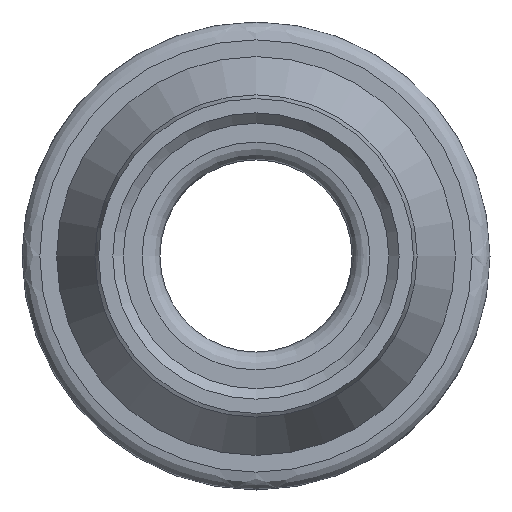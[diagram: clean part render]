
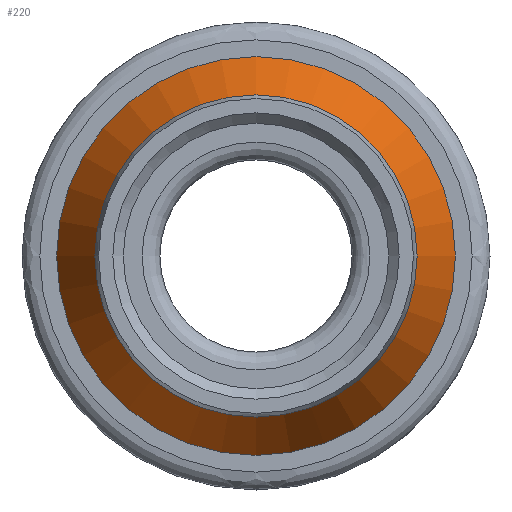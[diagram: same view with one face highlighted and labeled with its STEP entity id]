
A CAD part, front view. The second image highlights one B-rep face of the part: STEP entity #220.
In plain terms, the highlighted free-form (B-spline) face has degree [2, 1] with [9, 2] control points.
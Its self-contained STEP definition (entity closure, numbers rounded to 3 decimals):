
#136=CARTESIAN_POINT('',(15.353,51.231,0.0));
#137=VERTEX_POINT('',#136);
#145=CARTESIAN_POINT('',(-15.353,51.231,0.0));
#146=VERTEX_POINT('',#145);
#147=CARTESIAN_POINT('',(0.,51.231,0.0));
#148=DIRECTION('',(0.0,1.0,0.0));
#149=DIRECTION('',(1.0,0.0,0.0));
#150=AXIS2_PLACEMENT_3D('',#147,#148,#149);
#151=CIRCLE('',#150,15.353);
#152=EDGE_CURVE('',#146,#137,#151,.T.);
#154=CARTESIAN_POINT('',(0.,51.231,0.0));
#155=DIRECTION('',(0.0,1.0,0.0));
#156=DIRECTION('',(1.0,0.0,0.0));
#157=AXIS2_PLACEMENT_3D('',#154,#155,#156);
#158=CIRCLE('',#157,15.353);
#159=EDGE_CURVE('',#137,#146,#158,.T.);
#165=CARTESIAN_POINT('',(15.353,51.231,0.0));
#166=CARTESIAN_POINT('',(15.353,51.231,-15.353));
#167=CARTESIAN_POINT('',(0.,51.231,-15.353));
#168=CARTESIAN_POINT('',(-15.353,51.231,-15.353));
#169=CARTESIAN_POINT('',(-15.353,51.231,0.0));
#170=CARTESIAN_POINT('',(-15.353,51.231,15.353));
#171=CARTESIAN_POINT('',(0.,51.231,15.353));
#172=CARTESIAN_POINT('',(15.353,51.231,15.353));
#173=CARTESIAN_POINT('',(15.353,51.231,0.0));
#174=CARTESIAN_POINT('',(19.0,58.069,0.0));
#175=CARTESIAN_POINT('',(19.0,58.069,-19.));
#176=CARTESIAN_POINT('',(0.,58.069,-19.));
#177=CARTESIAN_POINT('',(-19.,58.069,-19.));
#178=CARTESIAN_POINT('',(-19.,58.069,0.0));
#179=CARTESIAN_POINT('',(-19.,58.069,19.));
#180=CARTESIAN_POINT('',(0.,58.069,19.));
#181=CARTESIAN_POINT('',(19.0,58.069,19.));
#182=CARTESIAN_POINT('',(19.0,58.069,0.0));
#190=(BOUNDED_SURFACE()B_SPLINE_SURFACE(2,1,((#165,#174),(#166,#175),(#167,#176),(#168,#177),(#169,#178),(#170,#179),(#171,#180),(#172,#181),(#173,#182)),.UNSPECIFIED.,.T.,.F.,.U.)B_SPLINE_SURFACE_WITH_KNOTS((3,2,2,2,3),(2,2),(0.0,0.25,0.5,0.75,1.0),(-7.75,0.0),.UNSPECIFIED.)GEOMETRIC_REPRESENTATION_ITEM()RATIONAL_B_SPLINE_SURFACE(((1.0,1.0),(0.707,0.707),(1.0,1.0),(0.707,0.707),(1.0,1.0),(0.707,0.707),(1.0,1.0),(0.707,0.707),(1.0,1.0)))REPRESENTATION_ITEM('')SURFACE());
#191=ORIENTED_EDGE('',*,*,#159,.T.);
#192=ORIENTED_EDGE('',*,*,#152,.T.);
#193=CARTESIAN_POINT('',(19.0,58.069,0.0));
#194=VERTEX_POINT('',#193);
#195=CARTESIAN_POINT('',(15.353,51.231,0.0));
#196=DIRECTION('',(0.471,0.882,0.0));
#197=VECTOR('',#196,7.75);
#198=LINE('',#195,#197);
#199=EDGE_CURVE('',#137,#194,#198,.T.);
#200=ORIENTED_EDGE('',*,*,#199,.T.);
#201=CARTESIAN_POINT('',(-19.,58.069,0.0));
#202=VERTEX_POINT('',#201);
#203=CARTESIAN_POINT('',(0.,58.069,0.0));
#204=DIRECTION('',(0.0,1.0,0.0));
#205=DIRECTION('',(1.0,0.0,0.0));
#206=AXIS2_PLACEMENT_3D('',#203,#204,#205);
#207=CIRCLE('',#206,19.);
#208=EDGE_CURVE('',#202,#194,#207,.T.);
#209=ORIENTED_EDGE('',*,*,#208,.F.);
#210=CARTESIAN_POINT('',(0.,58.069,0.0));
#211=DIRECTION('',(0.0,1.0,0.0));
#212=DIRECTION('',(1.0,0.0,0.0));
#213=AXIS2_PLACEMENT_3D('',#210,#211,#212);
#214=CIRCLE('',#213,19.);
#215=EDGE_CURVE('',#194,#202,#214,.T.);
#216=ORIENTED_EDGE('',*,*,#215,.F.);
#217=ORIENTED_EDGE('',*,*,#199,.F.);
#218=EDGE_LOOP('',(#191,#192,#200,#209,#216,#217));
#219=FACE_OUTER_BOUND('',#218,.T.);
#220=ADVANCED_FACE('',(#219),#190,.T.);
